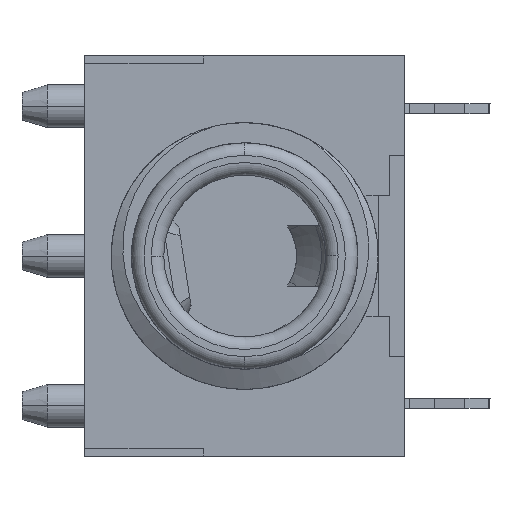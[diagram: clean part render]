
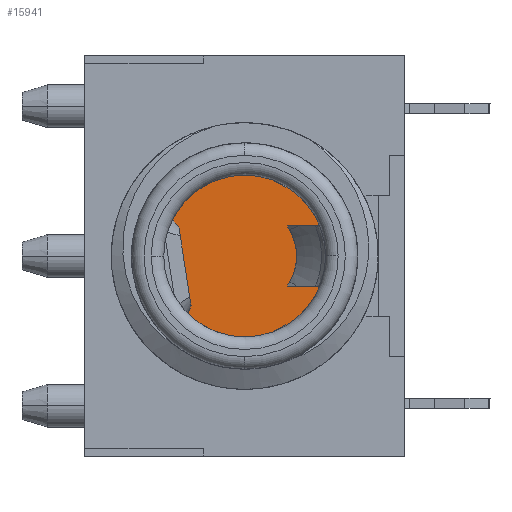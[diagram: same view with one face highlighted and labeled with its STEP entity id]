
A CAD part, left-side view. The second image highlights one B-rep face of the part: STEP entity #15941.
In plain terms, the highlighted planar face has unit normal (-1, 0, 0).
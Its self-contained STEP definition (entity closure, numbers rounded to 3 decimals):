
#1420 = AXIS2_PLACEMENT_3D ( 'NONE', #16568, #6526, #13486 ) ;
#1628 = EDGE_CURVE ( 'NONE', #16381, #6771, #1824, .T. ) ;
#1824 = CIRCLE ( 'NONE', #1420, 3.215 ) ;
#2207 = CARTESIAN_POINT ( 'NONE',  ( 22.8, 6.35, 0. ) ) ;
#3050 = CARTESIAN_POINT ( 'NONE',  ( 22.8, 9.565, 0. ) ) ;
#4873 = DIRECTION ( 'NONE',  ( -1., 0., 0. ) ) ;
#5111 = DIRECTION ( 'NONE',  ( 0., 1., 0. ) ) ;
#5587 = CIRCLE ( 'NONE', #10738, 3.215 ) ;
#6526 = DIRECTION ( 'NONE',  ( 1., 0., 0. ) ) ;
#6771 = VERTEX_POINT ( 'NONE', #3050 ) ;
#7847 = ORIENTED_EDGE ( 'NONE', *, *, #9832, .F. ) ;
#8125 = FACE_OUTER_BOUND ( 'NONE', #13090, .T. ) ;
#9062 = DIRECTION ( 'NONE',  ( 0., 0., 1. ) ) ;
#9117 = CARTESIAN_POINT ( 'NONE',  ( 22.8, 0., 0. ) ) ;
#9832 = EDGE_CURVE ( 'NONE', #6771, #16381, #5587, .T. ) ;
#10738 = AXIS2_PLACEMENT_3D ( 'NONE', #2207, #12319, #5111 ) ;
#11293 = AXIS2_PLACEMENT_3D ( 'NONE', #9117, #4873, #9062 ) ;
#11375 = CARTESIAN_POINT ( 'NONE',  ( 22.8, 3.135, 0. ) ) ;
#12319 = DIRECTION ( 'NONE',  ( 1., 0., 0. ) ) ;
#13090 = EDGE_LOOP ( 'NONE', ( #13541, #7847 ) ) ;
#13486 = DIRECTION ( 'NONE',  ( 0., -1., 0. ) ) ;
#13541 = ORIENTED_EDGE ( 'NONE', *, *, #1628, .F. ) ;
#13552 = PLANE ( 'NONE',  #11293 ) ;
#15941 = ADVANCED_FACE ( 'NONE', ( #8125 ), #13552, .T. ) ;
#16381 = VERTEX_POINT ( 'NONE', #11375 ) ;
#16568 = CARTESIAN_POINT ( 'NONE',  ( 22.8, 6.35, 0. ) ) ;
